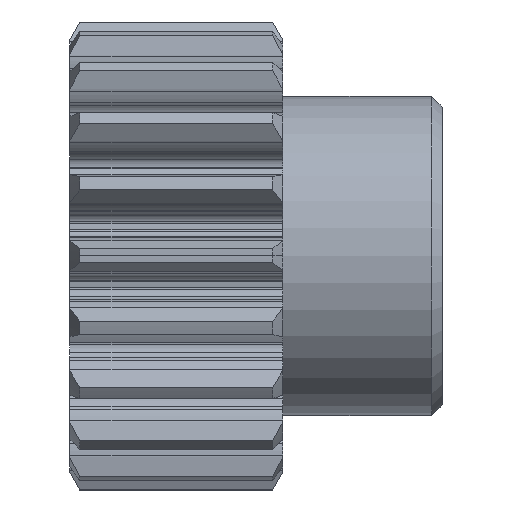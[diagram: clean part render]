
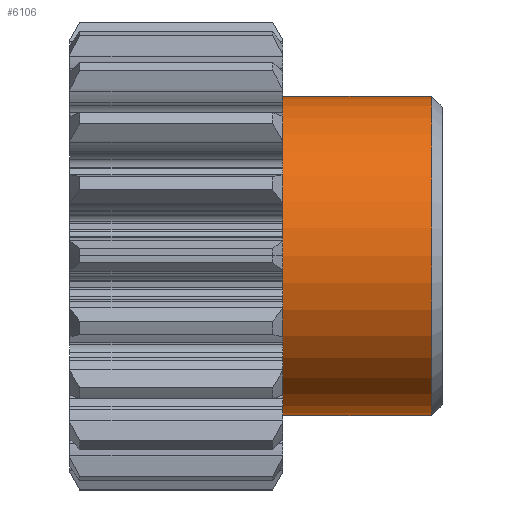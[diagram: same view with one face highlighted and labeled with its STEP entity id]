
A CAD part, top view. The second image highlights one B-rep face of the part: STEP entity #6106.
In plain terms, the highlighted cylindrical face has radius 15 mm (diameter 30 mm), a full revolution.
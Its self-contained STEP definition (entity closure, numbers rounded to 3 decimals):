
#34=CYLINDRICAL_SURFACE('',#7050,15.);
#329=VECTOR('',#8648,1.);
#627=LINE('',#11179,#329);
#1455=VERTEX_POINT('',#10640);
#1714=VERTEX_POINT('',#11180);
#1715=VERTEX_POINT('',#11182);
#2062=CIRCLE('',#6783,15.);
#2327=CIRCLE('',#7051,15.);
#2760=EDGE_CURVE('',#1455,#1455,#2062,.T.);
#3040=EDGE_CURVE('',#1714,#1455,#627,.T.);
#3041=EDGE_CURVE('',#1715,#1714,#2327,.T.);
#3042=EDGE_CURVE('',#1714,#1715,#2327,.T.);
#4094=ORIENTED_EDGE('',*,*,#3040,.T.);
#4095=ORIENTED_EDGE('',*,*,#2760,.T.);
#4096=ORIENTED_EDGE('',*,*,#3040,.F.);
#4097=ORIENTED_EDGE('',*,*,#3041,.F.);
#4098=ORIENTED_EDGE('',*,*,#3042,.F.);
#5420=EDGE_LOOP('',(#4094,#4095,#4096,#4097,#4098));
#5764=FACE_BOUND('',#5420,.T.);
#6106=ADVANCED_FACE('',(#5764),#34,.T.);
#6783=AXIS2_PLACEMENT_3D('',#10639,#8111,#8112);
#7050=AXIS2_PLACEMENT_3D('',#11178,#8646,#8647);
#7051=AXIS2_PLACEMENT_3D('',#11181,#8649,#8650);
#8111=DIRECTION('',(1.,0.,0.));
#8112=DIRECTION('',(0.,0.,-15.));
#8646=DIRECTION('',(1.,0.,0.));
#8647=DIRECTION('',(0.,0.,-15.));
#8648=DIRECTION('',(-1.,0.,0.));
#8649=DIRECTION('',(1.,0.,0.));
#8650=DIRECTION('',(0.,0.,-15.));
#10639=CARTESIAN_POINT('',(20.,0.,0.));
#10640=CARTESIAN_POINT('',(20.,0.,-15.));
#11178=CARTESIAN_POINT('',(35.,0.,0.));
#11179=CARTESIAN_POINT('',(19.,0.,-15.));
#11180=CARTESIAN_POINT('',(34.,0.,-15.));
#11181=CARTESIAN_POINT('',(34.,0.,0.));
#11182=CARTESIAN_POINT('',(34.,0.,15.));
